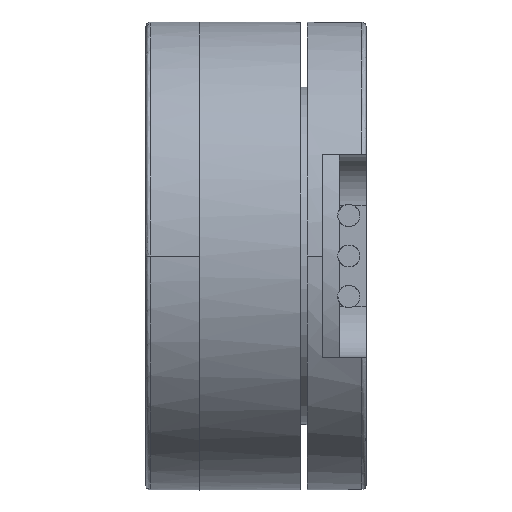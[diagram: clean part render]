
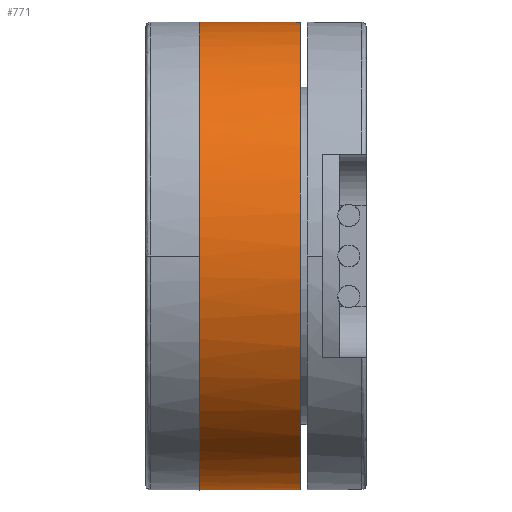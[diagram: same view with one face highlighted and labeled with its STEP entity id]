
A CAD part, left-side view. The second image highlights one B-rep face of the part: STEP entity #771.
In plain terms, the highlighted free-form (B-spline) face has degree [2, 1] with [5, 2] control points.
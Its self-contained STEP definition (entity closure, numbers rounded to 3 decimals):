
#743 = EDGE_CURVE('',#744,#746,#748,.T.);
#744 = VERTEX_POINT('',#745);
#745 = CARTESIAN_POINT('',(0.,-2.886,15.197));
#746 = VERTEX_POINT('',#747);
#747 = CARTESIAN_POINT('',(0.,-2.886,-15.197));
#748 = ( BOUNDED_CURVE() B_SPLINE_CURVE(2,(#749,#750,#751,#752,#753),
.UNSPECIFIED.,.F.,.F.) B_SPLINE_CURVE_WITH_KNOTS((3,2,3),(0.,
1.571,3.142),.PIECEWISE_BEZIER_KNOTS.) CURVE() 
GEOMETRIC_REPRESENTATION_ITEM() RATIONAL_B_SPLINE_CURVE((1.,
0.707,1.,0.707,1.)) REPRESENTATION_ITEM('') );
#749 = CARTESIAN_POINT('',(0.,-2.886,15.197));
#750 = CARTESIAN_POINT('',(-15.197,-2.886,
    15.197));
#751 = CARTESIAN_POINT('',(-15.197,-2.886,
    0.));
#752 = CARTESIAN_POINT('',(-15.197,-2.886,
    -15.197));
#753 = CARTESIAN_POINT('',(0.,-2.886,
    -15.197));
#771 = ADVANCED_FACE('',(#772),#797,.T.);
#772 = FACE_BOUND('',#773,.T.);
#773 = EDGE_LOOP('',(#774,#781,#791,#796));
#774 = ORIENTED_EDGE('',*,*,#775,.T.);
#775 = EDGE_CURVE('',#744,#776,#778,.T.);
#776 = VERTEX_POINT('',#777);
#777 = CARTESIAN_POINT('',(0.,3.698,15.197));
#778 = B_SPLINE_CURVE_WITH_KNOTS('',1,(#779,#780),.UNSPECIFIED.,.F.,.F.,
  (2,2),(0.,6.),.PIECEWISE_BEZIER_KNOTS.);
#779 = CARTESIAN_POINT('',(0.,-2.886,15.197));
#780 = CARTESIAN_POINT('',(0.,3.698,15.197));
#781 = ORIENTED_EDGE('',*,*,#782,.F.);
#782 = EDGE_CURVE('',#783,#776,#785,.T.);
#783 = VERTEX_POINT('',#784);
#784 = CARTESIAN_POINT('',(0.,3.698,-15.197));
#785 = ( BOUNDED_CURVE() B_SPLINE_CURVE(2,(#786,#787,#788,#789,#790),
.UNSPECIFIED.,.F.,.F.) B_SPLINE_CURVE_WITH_KNOTS((3,2,3),(0.,
1.571,3.142),.PIECEWISE_BEZIER_KNOTS.) CURVE() 
GEOMETRIC_REPRESENTATION_ITEM() RATIONAL_B_SPLINE_CURVE((1.,
0.707,1.,0.707,1.)) REPRESENTATION_ITEM('') );
#786 = CARTESIAN_POINT('',(0.,3.698,-15.197));
#787 = CARTESIAN_POINT('',(-15.197,3.698,
    -15.197));
#788 = CARTESIAN_POINT('',(-15.197,3.698,
    0.));
#789 = CARTESIAN_POINT('',(-15.197,3.698,
    15.197));
#790 = CARTESIAN_POINT('',(0.,3.698,
    15.197));
#791 = ORIENTED_EDGE('',*,*,#792,.F.);
#792 = EDGE_CURVE('',#746,#783,#793,.T.);
#793 = B_SPLINE_CURVE_WITH_KNOTS('',1,(#794,#795),.UNSPECIFIED.,.F.,.F.,
  (2,2),(0.,6.),.PIECEWISE_BEZIER_KNOTS.);
#794 = CARTESIAN_POINT('',(0.,-2.886,-15.197));
#795 = CARTESIAN_POINT('',(0.,3.698,-15.197));
#796 = ORIENTED_EDGE('',*,*,#743,.F.);
#797 = ( BOUNDED_SURFACE() B_SPLINE_SURFACE(2,1,(
    (#798,#799)
    ,(#800,#801)
    ,(#802,#803)
    ,(#804,#805)
,(#806,#807
    )),.UNSPECIFIED.,.F.,.F.,.F.) B_SPLINE_SURFACE_WITH_KNOTS((3,2,3),(2
    ,2),(3.142,4.712,6.283),(-6.,0.),
.PIECEWISE_BEZIER_KNOTS.) GEOMETRIC_REPRESENTATION_ITEM() 
RATIONAL_B_SPLINE_SURFACE((
    (1.,1.)
    ,(0.707,0.707)
    ,(1.,1.)
    ,(0.707,0.707)
,(1.,1.))) REPRESENTATION_ITEM('') SURFACE() );
#798 = CARTESIAN_POINT('',(0.,3.698,
    15.197));
#799 = CARTESIAN_POINT('',(0.,-2.886,
    15.197));
#800 = CARTESIAN_POINT('',(-15.197,3.698,
    15.197));
#801 = CARTESIAN_POINT('',(-15.197,-2.886,
    15.197));
#802 = CARTESIAN_POINT('',(-15.197,3.698,
    0.));
#803 = CARTESIAN_POINT('',(-15.197,-2.886,
    0.));
#804 = CARTESIAN_POINT('',(-15.197,3.698,
    -15.197));
#805 = CARTESIAN_POINT('',(-15.197,-2.886,
    -15.197));
#806 = CARTESIAN_POINT('',(0.,3.698,
    -15.197));
#807 = CARTESIAN_POINT('',(0.,-2.886,
    -15.197));
